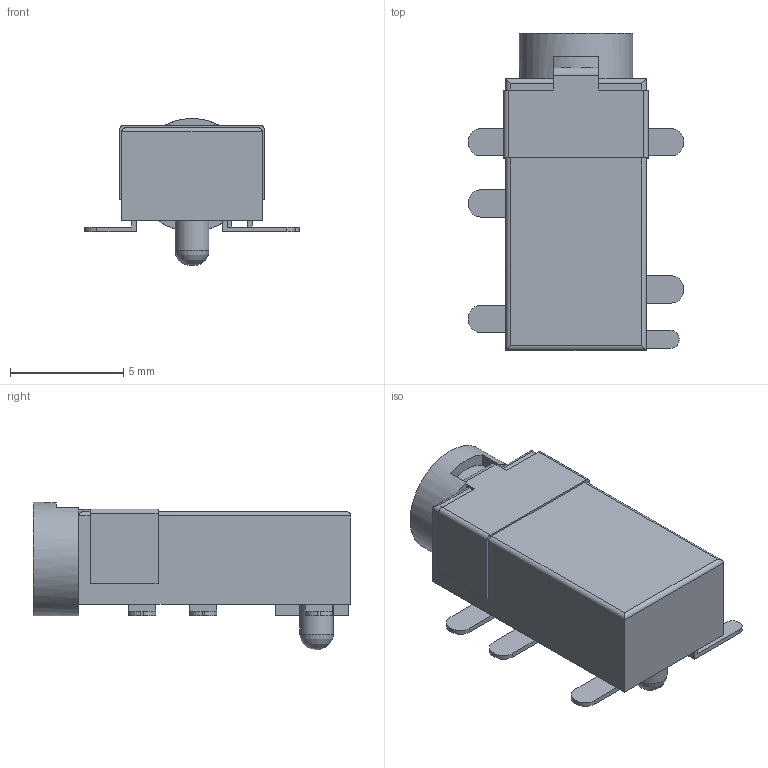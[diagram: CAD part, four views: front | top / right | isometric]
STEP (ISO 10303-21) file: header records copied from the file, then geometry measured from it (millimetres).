
FILE_DESCRIPTION(/* description */ ('model of Jack_3.5mm_PJ31060-I_Horizontal'),/* implementation_level */ '2;1');
FILE_NAME(/* name */ 'Jack_3.5mm_PJ31060-I_Horizontal.step',/* time_stamp */ '2018-12-31T14:06:43',/* author */ ('kicad StepUp','ksu'),/* organization */ ('FreeCAD'),/* preprocessor_version */ 'OCC',/* originating_system */ 'kicad StepUp',/* authorisation */ '');
FILE_SCHEMA(('AUTOMOTIVE_DESIGN { 1 0 10303 214 1 1 1 1 }'));
Length unit declared in the file: millimetre
Products named in the file (1): Jack_3_5mm_PJ31060
Bounding box: 9.5 x 14 x 6.5 mm (x, y, z)
Volume: 333.7 mm3; surface area: 410.8 mm2
Topology: 1 solids, 1 shells, 104 faces, 271 edges, 178 vertices
Faces by surface type: plane 77, cylinder 26, revolution 1
Full cylindrical faces by diameter (mm): 1.5 x1, 3.6 x1, 5 x1
Entity records: 3958 total; most frequent: CARTESIAN_POINT 600, ORIENTED_EDGE 542, DIRECTION 540, EDGE_CURVE 271, LINE 209, VECTOR 209, VERTEX_POINT 178, AXIS2_PLACEMENT_3D 165
